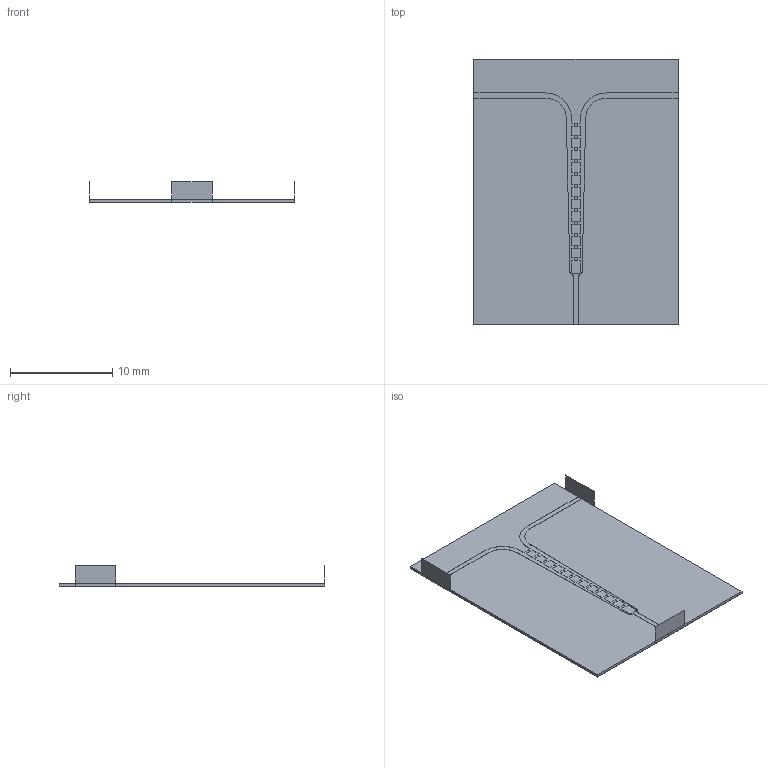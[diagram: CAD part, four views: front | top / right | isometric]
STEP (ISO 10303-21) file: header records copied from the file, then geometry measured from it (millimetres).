
FILE_DESCRIPTION(('STEP AP214'),'1');
FILE_NAME('model.stp','2024-02-18T14:35:40',('RUV'),(' '),'Spatial InterOp 3D','CST ACIS InterOp Converter 2021',' ');
FILE_SCHEMA(('AUTOMOTIVE_DESIGN { 1 0 10303 214 1 1 1 1 }'));
Length unit declared in the file: millimetre
Products named in the file (1): component1|solid10
Bounding box: 20 x 26 x 2.04 mm (x, y, z)
Volume: 141.9 mm3; surface area: 2182.7 mm2
Topology: 3 solids, 18 shells, 151 faces, 458 edges, 328 vertices
Faces by surface type: plane 143, cylinder 8
Entity records: 5157 total; most frequent: CARTESIAN_POINT 1011, ORIENTED_EDGE 856, DIRECTION 756, EDGE_CURVE 458, LINE 386, VECTOR 386, VERTEX_POINT 328, AXIS2_PLACEMENT_3D 185
